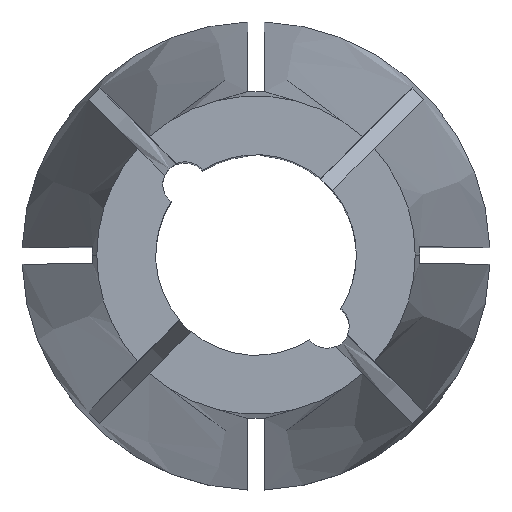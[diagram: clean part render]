
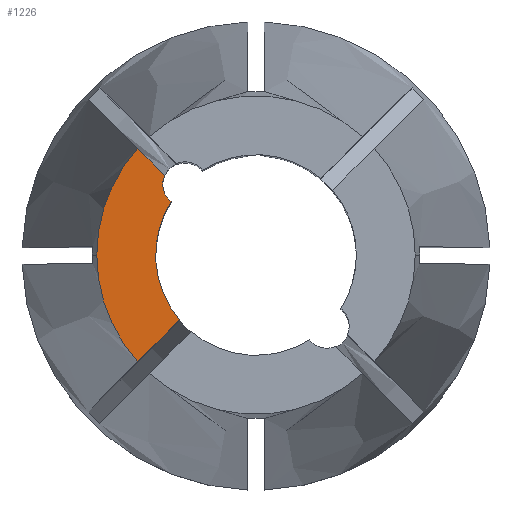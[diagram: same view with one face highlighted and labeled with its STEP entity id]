
A CAD part, top view. The second image highlights one B-rep face of the part: STEP entity #1226.
In plain terms, the highlighted planar face has unit normal (0, 0, 1).
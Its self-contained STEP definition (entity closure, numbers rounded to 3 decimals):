
#13 = CARTESIAN_POINT ( 'NONE',  ( -5.308, 4.778, 0. ) ) ;
#27 = FACE_OUTER_BOUND ( 'NONE', #1313, .T. ) ;
#172 = AXIS2_PLACEMENT_3D ( 'NONE', #592, #1453, #1263 ) ;
#262 = CARTESIAN_POINT ( 'NONE',  ( 0., 0., 0. ) ) ;
#303 = EDGE_CURVE ( 'NONE', #912, #444, #1894, .T. ) ;
#357 = AXIS2_PLACEMENT_3D ( 'NONE', #262, #2163, #604 ) ;
#444 = VERTEX_POINT ( 'NONE', #841 ) ;
#446 = ORIENTED_EDGE ( 'NONE', *, *, #1644, .F. ) ;
#499 = AXIS2_PLACEMENT_3D ( 'NONE', #2089, #574, #558 ) ;
#550 = AXIS2_PLACEMENT_3D ( 'NONE', #638, #1846, #1335 ) ;
#558 = DIRECTION ( 'NONE',  ( 1., 0., 0. ) ) ;
#561 = ORIENTED_EDGE ( 'NONE', *, *, #303, .F. ) ;
#574 = DIRECTION ( 'NONE',  ( 0., 0., 1. ) ) ;
#590 = DIRECTION ( 'NONE',  ( 0., 0., 1. ) ) ;
#592 = CARTESIAN_POINT ( 'NONE',  ( 0., 0., 0. ) ) ;
#604 = DIRECTION ( 'NONE',  ( 1., 0., 0. ) ) ;
#609 = ORIENTED_EDGE ( 'NONE', *, *, #845, .F. ) ;
#638 = CARTESIAN_POINT ( 'NONE',  ( -3.182, 3.182, 0. ) ) ;
#731 = CARTESIAN_POINT ( 'NONE',  ( -3.182, 3.182, 0. ) ) ;
#798 = ORIENTED_EDGE ( 'NONE', *, *, #943, .T. ) ;
#841 = CARTESIAN_POINT ( 'NONE',  ( -3.806, 2.401, 0. ) ) ;
#845 = EDGE_CURVE ( 'NONE', #1597, #912, #2048, .T. ) ;
#852 = AXIS2_PLACEMENT_3D ( 'NONE', #1729, #2115, #1823 ) ;
#862 = DIRECTION ( 'NONE',  ( 0.707, 0.707, 0. ) ) ;
#912 = VERTEX_POINT ( 'NONE', #1482 ) ;
#917 = VECTOR ( 'NONE', #862, 1000. ) ;
#939 = ORIENTED_EDGE ( 'NONE', *, *, #1870, .T. ) ;
#943 = EDGE_CURVE ( 'NONE', #1059, #1567, #1649, .T. ) ;
#960 = DIRECTION ( 'NONE',  ( 0.707, -0.707, 0. ) ) ;
#974 = EDGE_CURVE ( 'NONE', #1141, #1059, #2045, .T. ) ;
#1011 = VECTOR ( 'NONE', #960, 1000. ) ;
#1059 = VERTEX_POINT ( 'NONE', #2275 ) ;
#1141 = VERTEX_POINT ( 'NONE', #13 ) ;
#1226 = ADVANCED_FACE ( 'NONE', ( #27 ), #1739, .F. ) ;
#1263 = DIRECTION ( 'NONE',  ( -1., 0., 0. ) ) ;
#1313 = EDGE_LOOP ( 'NONE', ( #1535, #561, #609, #446, #1981, #798, #939 ) ) ;
#1335 = DIRECTION ( 'NONE',  ( -1., 0., 0. ) ) ;
#1422 = VERTEX_POINT ( 'NONE', #1761 ) ;
#1453 = DIRECTION ( 'NONE',  ( 0., 0., -1. ) ) ;
#1482 = CARTESIAN_POINT ( 'NONE',  ( -4.182, 3.182, 0. ) ) ;
#1511 = LINE ( 'NONE', #1983, #1011 ) ;
#1520 = AXIS2_PLACEMENT_3D ( 'NONE', #731, #590, #1548 ) ;
#1535 = ORIENTED_EDGE ( 'NONE', *, *, #2178, .F. ) ;
#1548 = DIRECTION ( 'NONE',  ( -1., 0., 0. ) ) ;
#1567 = VERTEX_POINT ( 'NONE', #1719 ) ;
#1597 = VERTEX_POINT ( 'NONE', #2123 ) ;
#1644 = EDGE_CURVE ( 'NONE', #1141, #1597, #1511, .T. ) ;
#1649 = CIRCLE ( 'NONE', #499, 7.141 ) ;
#1719 = CARTESIAN_POINT ( 'NONE',  ( -5.308, -4.778, 0. ) ) ;
#1729 = CARTESIAN_POINT ( 'NONE',  ( 0., 0., 0. ) ) ;
#1730 = CARTESIAN_POINT ( 'NONE',  ( -0.265, 0.265, 0. ) ) ;
#1739 = PLANE ( 'NONE',  #172 ) ;
#1746 = LINE ( 'NONE', #1730, #917 ) ;
#1761 = CARTESIAN_POINT ( 'NONE',  ( -3.436, -2.906, 0. ) ) ;
#1823 = DIRECTION ( 'NONE',  ( 1., 0., 0. ) ) ;
#1838 = CIRCLE ( 'NONE', #357, 4.5 ) ;
#1846 = DIRECTION ( 'NONE',  ( 0., 0., 1. ) ) ;
#1870 = EDGE_CURVE ( 'NONE', #1567, #1422, #1746, .T. ) ;
#1894 = CIRCLE ( 'NONE', #550, 1. ) ;
#1981 = ORIENTED_EDGE ( 'NONE', *, *, #974, .T. ) ;
#1983 = CARTESIAN_POINT ( 'NONE',  ( -0.265, -0.265, 0. ) ) ;
#2045 = CIRCLE ( 'NONE', #852, 7.141 ) ;
#2048 = CIRCLE ( 'NONE', #1520, 1. ) ;
#2089 = CARTESIAN_POINT ( 'NONE',  ( 0., 0., 0. ) ) ;
#2115 = DIRECTION ( 'NONE',  ( 0., 0., 1. ) ) ;
#2123 = CARTESIAN_POINT ( 'NONE',  ( -4.103, 3.572, 0. ) ) ;
#2163 = DIRECTION ( 'NONE',  ( 0., 0., 1. ) ) ;
#2178 = EDGE_CURVE ( 'NONE', #444, #1422, #1838, .T. ) ;
#2275 = CARTESIAN_POINT ( 'NONE',  ( -7.141, 0., 0. ) ) ;
